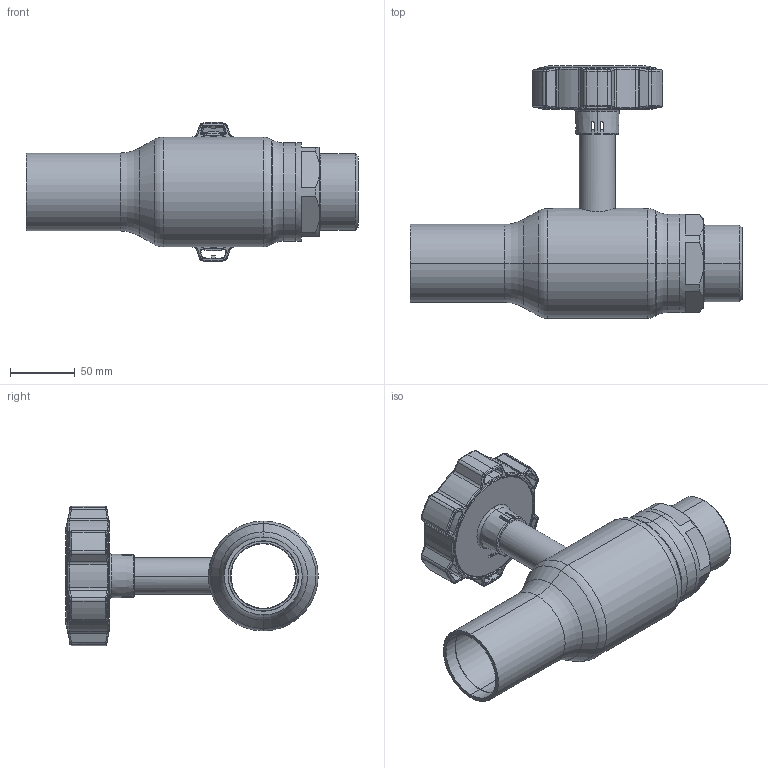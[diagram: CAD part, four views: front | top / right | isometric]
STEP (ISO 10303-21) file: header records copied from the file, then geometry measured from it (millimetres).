
FILE_DESCRIPTION (( 'STEP AP214' ), '1' );
FILE_NAME ('1050003701-2201.step', '2023-09-15T09:43:50', ( '' ), ( '' ), 'SwSTEP 2.0', 'SolidWorks 2021', '' );
FILE_SCHEMA (( 'AUTOMOTIVE_DESIGN' ));
Length unit declared in the file: millimetre
Products named in the file (1): 1050003701-2201
Bounding box: 257 x 195.45 x 107.98 mm (x, y, z)
Surface area: 130682.8 mm2 (no closed solid volume)
Topology: 0 solids, 9 shells, 489 faces, 1439 edges, 927 vertices
Faces by surface type: bspline 151, cylinder 112, plane 110, torus 63, cone 49, sphere 4
Entity records: 29476 total; most frequent: CARTESIAN_POINT 12571, ORIENTED_EDGE 2530, DIRECTION 2029, EDGE_CURVE 1439, VERTEX_POINT 927, AXIS2_PLACEMENT_3D 787, EDGE_LOOP 518, B_SPLINE_CURVE_WITH_KNOTS 513
